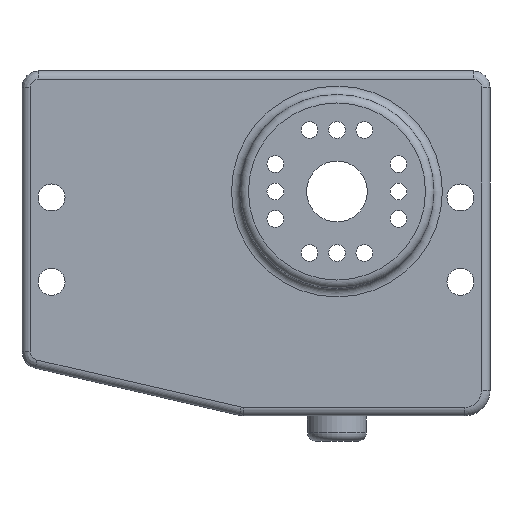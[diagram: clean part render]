
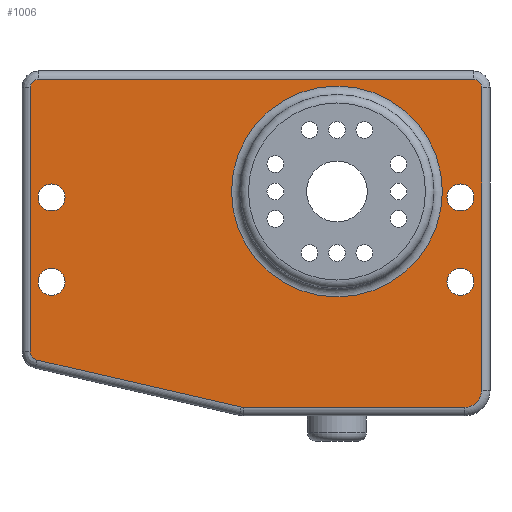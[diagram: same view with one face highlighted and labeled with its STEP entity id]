
A CAD part, front view. The second image highlights one B-rep face of the part: STEP entity #1006.
In plain terms, the highlighted planar face has unit normal (0, -1, 0).
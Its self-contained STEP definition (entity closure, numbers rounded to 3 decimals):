
#25=FACE_BOUND('',#283,.T.);
#26=FACE_BOUND('',#284,.T.);
#27=FACE_BOUND('',#285,.T.);
#28=FACE_BOUND('',#286,.T.);
#29=FACE_BOUND('',#287,.T.);
#65=PLANE('',#1117);
#88=LINE('',#1691,#135);
#89=LINE('',#1700,#136);
#91=LINE('',#1719,#138);
#92=LINE('',#1741,#139);
#93=LINE('',#1763,#140);
#135=VECTOR('',#1306,10.);
#136=VECTOR('',#1319,10.);
#138=VECTOR('',#1331,10.);
#139=VECTOR('',#1340,10.);
#140=VECTOR('',#1349,10.);
#220=FACE_OUTER_BOUND('',#282,.T.);
#282=EDGE_LOOP('',(#795,#796,#797,#798,#799,#800,#801,#802,#803,#804));
#283=EDGE_LOOP('',(#805,#806));
#284=EDGE_LOOP('',(#807));
#285=EDGE_LOOP('',(#808));
#286=EDGE_LOOP('',(#809));
#287=EDGE_LOOP('',(#810));
#378=CIRCLE('',#1100,2.);
#382=CIRCLE('',#1105,1.);
#385=CIRCLE('',#1109,1.);
#388=CIRCLE('',#1113,1.);
#390=CIRCLE('',#1116,1.);
#391=CIRCLE('',#1118,12.5);
#392=CIRCLE('',#1119,12.5);
#393=CIRCLE('',#1120,1.6);
#394=CIRCLE('',#1121,1.6);
#395=CIRCLE('',#1122,1.6);
#396=CIRCLE('',#1123,1.6);
#478=VERTEX_POINT('',#1688);
#479=VERTEX_POINT('',#1690);
#480=VERTEX_POINT('',#1694);
#481=VERTEX_POINT('',#1698);
#482=VERTEX_POINT('',#1710);
#484=VERTEX_POINT('',#1716);
#485=VERTEX_POINT('',#1735);
#486=VERTEX_POINT('',#1739);
#487=VERTEX_POINT('',#1757);
#488=VERTEX_POINT('',#1761);
#489=VERTEX_POINT('',#1781);
#490=VERTEX_POINT('',#1782);
#491=VERTEX_POINT('',#1785);
#492=VERTEX_POINT('',#1787);
#493=VERTEX_POINT('',#1789);
#494=VERTEX_POINT('',#1791);
#586=EDGE_CURVE('',#478,#479,#88,.T.);
#589=EDGE_CURVE('',#479,#480,#378,.T.);
#591=EDGE_CURVE('',#480,#481,#89,.T.);
#594=EDGE_CURVE('',#481,#482,#382,.T.);
#597=EDGE_CURVE('',#482,#484,#91,.T.);
#599=EDGE_CURVE('',#484,#485,#385,.T.);
#601=EDGE_CURVE('',#485,#486,#92,.T.);
#603=EDGE_CURVE('',#486,#487,#388,.T.);
#605=EDGE_CURVE('',#487,#488,#93,.T.);
#606=EDGE_CURVE('',#488,#478,#390,.T.);
#607=EDGE_CURVE('',#489,#490,#391,.T.);
#608=EDGE_CURVE('',#490,#489,#392,.T.);
#609=EDGE_CURVE('',#491,#491,#393,.T.);
#610=EDGE_CURVE('',#492,#492,#394,.T.);
#611=EDGE_CURVE('',#493,#493,#395,.T.);
#612=EDGE_CURVE('',#494,#494,#396,.T.);
#795=ORIENTED_EDGE('',*,*,#586,.F.);
#796=ORIENTED_EDGE('',*,*,#606,.F.);
#797=ORIENTED_EDGE('',*,*,#605,.F.);
#798=ORIENTED_EDGE('',*,*,#603,.F.);
#799=ORIENTED_EDGE('',*,*,#601,.F.);
#800=ORIENTED_EDGE('',*,*,#599,.F.);
#801=ORIENTED_EDGE('',*,*,#597,.F.);
#802=ORIENTED_EDGE('',*,*,#594,.F.);
#803=ORIENTED_EDGE('',*,*,#591,.F.);
#804=ORIENTED_EDGE('',*,*,#589,.F.);
#805=ORIENTED_EDGE('',*,*,#607,.F.);
#806=ORIENTED_EDGE('',*,*,#608,.F.);
#807=ORIENTED_EDGE('',*,*,#609,.T.);
#808=ORIENTED_EDGE('',*,*,#610,.T.);
#809=ORIENTED_EDGE('',*,*,#611,.T.);
#810=ORIENTED_EDGE('',*,*,#612,.T.);
#1006=ADVANCED_FACE('',(#220,#25,#26,#27,#28,#29),#65,.T.);
#1100=AXIS2_PLACEMENT_3D('',#1696,#1313,#1314);
#1105=AXIS2_PLACEMENT_3D('',#1714,#1324,#1325);
#1109=AXIS2_PLACEMENT_3D('',#1737,#1334,#1335);
#1113=AXIS2_PLACEMENT_3D('',#1759,#1343,#1344);
#1116=AXIS2_PLACEMENT_3D('',#1779,#1350,#1351);
#1117=AXIS2_PLACEMENT_3D('',#1780,#1352,#1353);
#1118=AXIS2_PLACEMENT_3D('',#1783,#1354,#1355);
#1119=AXIS2_PLACEMENT_3D('',#1784,#1356,#1357);
#1120=AXIS2_PLACEMENT_3D('',#1786,#1358,#1359);
#1121=AXIS2_PLACEMENT_3D('',#1788,#1360,#1361);
#1122=AXIS2_PLACEMENT_3D('',#1790,#1362,#1363);
#1123=AXIS2_PLACEMENT_3D('',#1792,#1364,#1365);
#1306=DIRECTION('',(0.,0.,-1.));
#1313=DIRECTION('center_axis',(0.,1.,0.));
#1314=DIRECTION('ref_axis',(0.707,0.,-0.707));
#1319=DIRECTION('',(-1.,0.,0.));
#1324=DIRECTION('center_axis',(0.,1.,0.));
#1325=DIRECTION('ref_axis',(-0.113,0.,-0.994));
#1331=DIRECTION('',(-0.974,0.,0.225));
#1334=DIRECTION('center_axis',(0.,1.,0.));
#1335=DIRECTION('ref_axis',(-0.783,0.,-0.623));
#1340=DIRECTION('',(0.,0.,1.));
#1343=DIRECTION('center_axis',(0.,1.,0.));
#1344=DIRECTION('ref_axis',(-0.707,0.,0.707));
#1349=DIRECTION('',(1.,0.,0.));
#1350=DIRECTION('center_axis',(0.,1.,0.));
#1351=DIRECTION('ref_axis',(0.707,0.,0.707));
#1352=DIRECTION('center_axis',(0.,-1.,0.));
#1353=DIRECTION('ref_axis',(0.,0.,1.));
#1354=DIRECTION('center_axis',(0.,-1.,0.));
#1355=DIRECTION('ref_axis',(1.,0.,0.));
#1356=DIRECTION('center_axis',(0.,-1.,0.));
#1357=DIRECTION('ref_axis',(1.,0.,0.));
#1358=DIRECTION('center_axis',(0.,1.,0.));
#1359=DIRECTION('ref_axis',(-1.,0.,0.));
#1360=DIRECTION('center_axis',(0.,1.,0.));
#1361=DIRECTION('ref_axis',(-1.,0.,0.));
#1362=DIRECTION('center_axis',(0.,1.,0.));
#1363=DIRECTION('ref_axis',(-1.,0.,0.));
#1364=DIRECTION('center_axis',(0.,1.,0.));
#1365=DIRECTION('ref_axis',(-1.,0.,0.));
#1688=CARTESIAN_POINT('',(17.15,-13.4,-6.3));
#1690=CARTESIAN_POINT('',(17.15,-13.4,-42.2));
#1691=CARTESIAN_POINT('',(17.15,-13.4,-34.975));
#1694=CARTESIAN_POINT('',(15.15,-13.4,-44.2));
#1696=CARTESIAN_POINT('Origin',(15.15,-13.4,-42.2));
#1698=CARTESIAN_POINT('',(-11.122,-13.4,-44.2));
#1700=CARTESIAN_POINT('',(0.,-13.4,-44.2));
#1710=CARTESIAN_POINT('',(-11.347,-13.4,-44.174));
#1714=CARTESIAN_POINT('Origin',(-11.122,-13.4,-43.2));
#1716=CARTESIAN_POINT('',(-35.575,-13.4,-38.583));
#1719=CARTESIAN_POINT('',(-12.237,-13.4,-43.969));
#1735=CARTESIAN_POINT('',(-36.35,-13.4,-37.609));
#1737=CARTESIAN_POINT('Origin',(-35.35,-13.4,-37.609));
#1739=CARTESIAN_POINT('',(-36.35,-13.4,-6.3));
#1741=CARTESIAN_POINT('',(-36.35,-13.4,-34.975));
#1757=CARTESIAN_POINT('',(-35.35,-13.4,-5.3));
#1759=CARTESIAN_POINT('Origin',(-35.35,-13.4,-6.3));
#1761=CARTESIAN_POINT('',(16.15,-13.4,-5.3));
#1763=CARTESIAN_POINT('',(0.,-13.4,-5.3));
#1779=CARTESIAN_POINT('Origin',(16.15,-13.4,-6.3));
#1780=CARTESIAN_POINT('Origin',(0.,-13.4,-45.2));
#1781=CARTESIAN_POINT('',(-12.5,-13.4,-18.6));
#1782=CARTESIAN_POINT('',(0.,-13.4,-6.1));
#1783=CARTESIAN_POINT('Origin',(0.,-13.4,-18.6));
#1784=CARTESIAN_POINT('Origin',(0.,-13.4,-18.6));
#1785=CARTESIAN_POINT('',(16.25,-13.4,-29.3));
#1786=CARTESIAN_POINT('Origin',(14.65,-13.4,-29.3));
#1787=CARTESIAN_POINT('',(-32.25,-13.4,-19.3));
#1788=CARTESIAN_POINT('Origin',(-33.85,-13.4,-19.3));
#1789=CARTESIAN_POINT('',(16.25,-13.4,-19.3));
#1790=CARTESIAN_POINT('Origin',(14.65,-13.4,-19.3));
#1791=CARTESIAN_POINT('',(-32.25,-13.4,-29.3));
#1792=CARTESIAN_POINT('Origin',(-33.85,-13.4,-29.3));
